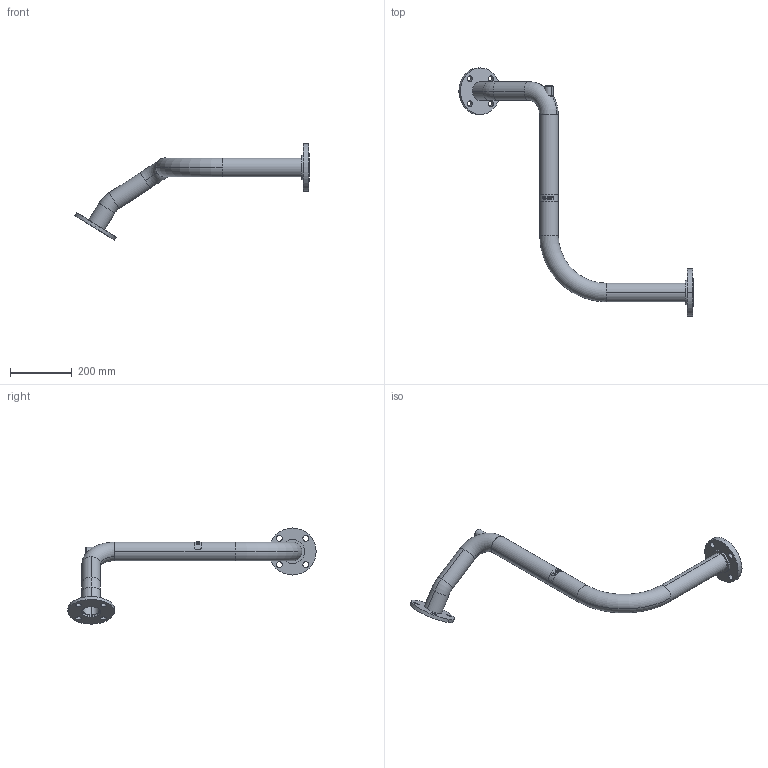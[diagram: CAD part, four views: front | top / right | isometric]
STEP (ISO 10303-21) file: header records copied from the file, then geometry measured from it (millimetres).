
FILE_DESCRIPTION (( 'STEP AP203' ), '1' );
FILE_NAME ('3974-13-50-211_REV_.step', '2026-02-01T23:49:07', ( '' ), ( '' ), 'SwSTEP 2.0', 'SolidWorks 2025', '' );
FILE_SCHEMA (( 'CONFIG_CONTROL_DESIGN' ));
Length unit declared in the file: millimetre
Products named in the file (9): 3435-50-211-03; OEM-15-150-316-S; 3435-50-211-01; OEM-50-LR-40-316L_Default<As Machined>; 3435-50-211-02_Default<As Machined>; 3974-13-50-211_REV_; OEM-50-PN16-SO-316L_Default<As Machined>; OEM-50-LR-40-316L_25 DEGREE; OEM-50-150-SO-316L
Assembly tree (8 placements, depth 2):
  3974-13-50-211_REV_
    3435-50-211-01
    OEM-50-LR-40-316L_Default<As Machined>
    3435-50-211-02_Default<As Machined>
    3435-50-211-03
    OEM-50-150-SO-316L
    OEM-15-150-316-S
    OEM-50-PN16-SO-316L_Default<As Machined>
    OEM-50-LR-40-316L_25 DEGREE
Bounding box: 755.67 x 801 x 310.09 mm (x, y, z)
Volume: 1327078.2 mm3; surface area: 560213.9 mm2
Topology: 9 solids, 9 shells, 141 faces, 340 edges, 224 vertices
Faces by surface type: cylinder 59, plane 44, bspline 22, torus 12, cone 4
Entity records: 8853 total; most frequent: CARTESIAN_POINT 4610, ORIENTED_EDGE 680, DIRECTION 678, EDGE_CURVE 340, AXIS2_PLACEMENT_3D 292, VERTEX_POINT 224, EDGE_LOOP 180, CIRCLE 162
